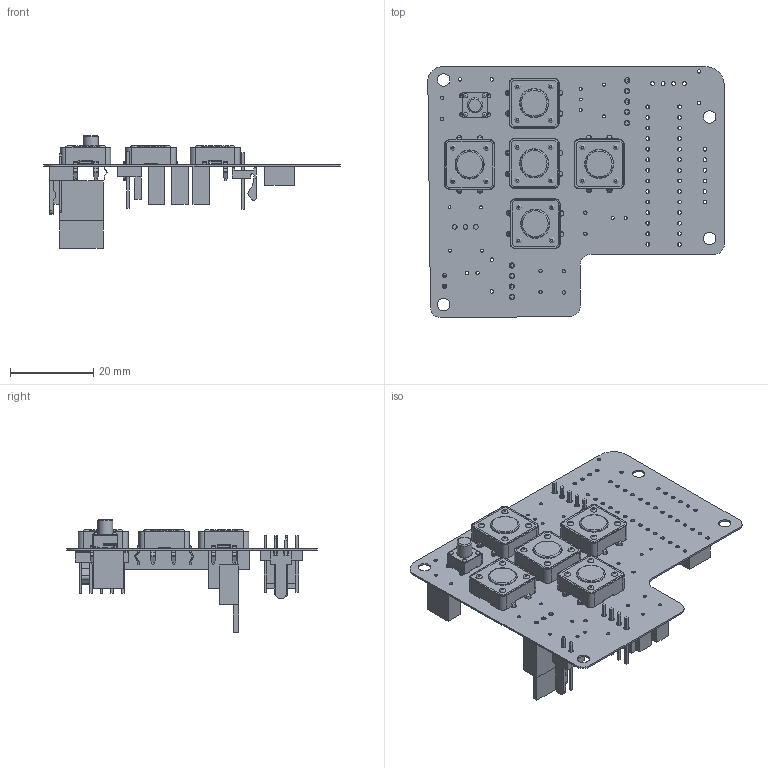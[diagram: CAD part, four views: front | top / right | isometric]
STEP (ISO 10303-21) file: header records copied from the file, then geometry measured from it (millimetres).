
FILE_DESCRIPTION(('Open CASCADE Model'),'2;1');
FILE_NAME('Open CASCADE Shape Model','2021-08-11T12:44:44',('Author'),( 'Open CASCADE'),'Open CASCADE STEP processor 6.8','Open CASCADE 6.8' ,'Unknown');
FILE_SCHEMA(('AUTOMOTIVE_DESIGN { 1 0 10303 214 1 1 1 1 }'));
Length unit declared in the file: millimetre
Products named in the file (48): PCB; Board; Open CASCADE STEP translator 6.8 2.1.1; P1; 6129904032; Extruded; 6129903872; 6129903712; SW7; Switch_Panasonic_Electronic_Components_EVQ-PAG07K_eec; Switch_base; Shell; notches; Button; Pins; Panasonic; SW2; Switch_TE_Connectivity_FSM100_eec; Body; Leads; Plastic; Logo; SW3; SW5; SW1; SW4; U2; 6129904672; U1; 6129904352; 6129904192; P5; c-640456-5-aa-3d; P4; 61900211121; 6190xx11121_PIN; C7; 6129904512; C6; C5 ...
Assembly tree (58 placements, depth 4):
  PCB
    Board
      Open CASCADE STEP translator 6.8 2.1.1
    P1
      6129904032
        Extruded
      6129903872
        Extruded
      6129903712  x4
        Extruded
    SW7
      Switch_Panasonic_Electronic_Components_EVQ-PAG07K_eec
        Switch_base
        Shell
        notches
        Button
        Pins
        Panasonic
    SW2
      Switch_TE_Connectivity_FSM100_eec
        Body
        Leads
        Plastic
        Logo
    SW3
      Switch_TE_Connectivity_FSM100_eec
        Body
        Leads
        Plastic
        Logo
    SW5
      Switch_TE_Connectivity_FSM100_eec
        Body
        Leads
        Plastic
        Logo
    SW1
      Switch_TE_Connectivity_FSM100_eec
        Body
        Leads
        Plastic
        Logo
    SW4
      Switch_TE_Connectivity_FSM100_eec
        Body
        Leads
        Plastic
        Logo
    U2
      6129904672
        Extruded
    U1
      6129904352
        Extruded
      6129904192
        Extruded
    P5
      c-640456-5-aa-3d
    P4
      61900211121
Bounding box: 71.18 x 60.2 x 27.11 mm (x, y, z)
Volume: 7975.1 mm3; surface area: 15288.7 mm2
Topology: 159 solids, 159 shells, 2898 faces, 7411 edges, 4874 vertices
Faces by surface type: plane 1748, bspline 599, cylinder 493, sphere 32, torus 26
Full cylindrical faces by diameter (mm): 0.7 x11, 0.8 x10, 0.85 x6, 0.9 x38, 1 x6, 1.1 x3, 1.27 x9, 1.3 x20, 1.5 x20, 3 x4, 3.6 x1, 3.7 x1, 6.7 x5, 7 x5
Entity records: 42374 total; most frequent: CARTESIAN_POINT 8665, ORIENTED_EDGE 6046, DIRECTION 5549, EDGE_CURVE 3023, LINE 2017, VECTOR 2017, VERTEX_POINT 1970, AXIS2_PLACEMENT_3D 1766
